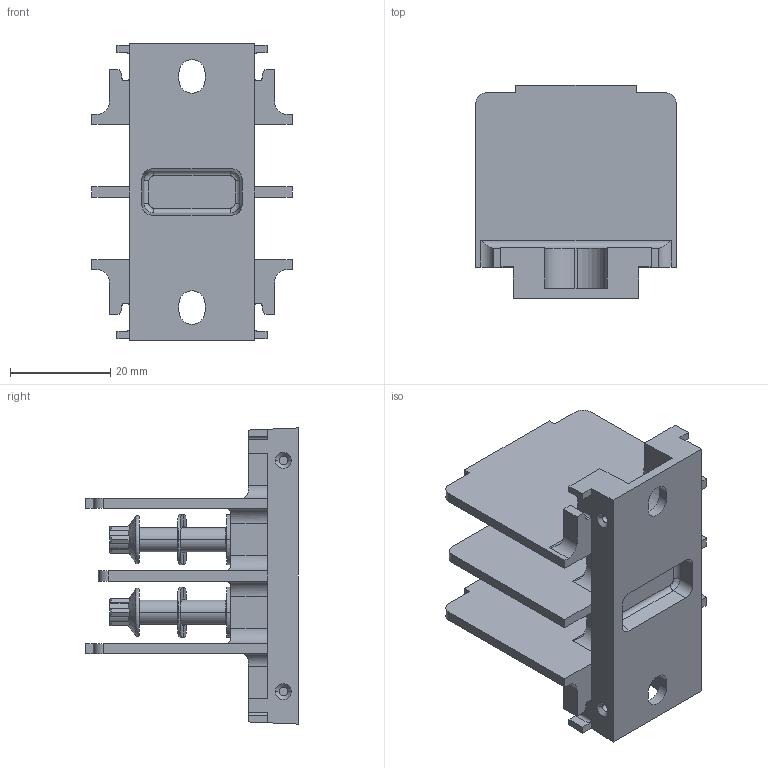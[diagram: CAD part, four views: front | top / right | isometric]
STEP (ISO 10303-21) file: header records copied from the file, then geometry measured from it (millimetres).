
FILE_DESCRIPTION((''),'2;1');
FILE_NAME('32405024004','2020-07-06T',('presta_be4'),(''),'CREO PARAMETRIC BY PTC INC, 2018360','CREO PARAMETRIC BY PTC INC, 2018360','');
FILE_SCHEMA(('CONFIG_CONTROL_DESIGN'));
Length unit declared in the file: millimetre
Products named in the file (1): 32405024004
Bounding box: 40 x 42.5 x 59.2 mm (x, y, z)
Volume: 21512.4 mm3; surface area: 15269.5 mm2
Topology: 3 solids, 3 shells, 299 faces, 816 edges, 530 vertices
Faces by surface type: plane 155, cylinder 100, cone 32, torus 8, bspline 4
Entity records: 10744 total; most frequent: CARTESIAN_POINT 3329, ORIENTED_EDGE 1624, DIRECTION 1418, EDGE_CURVE 812, VERTEX_POINT 530, AXIS2_PLACEMENT_3D 479, VECTOR 460, LINE 460
